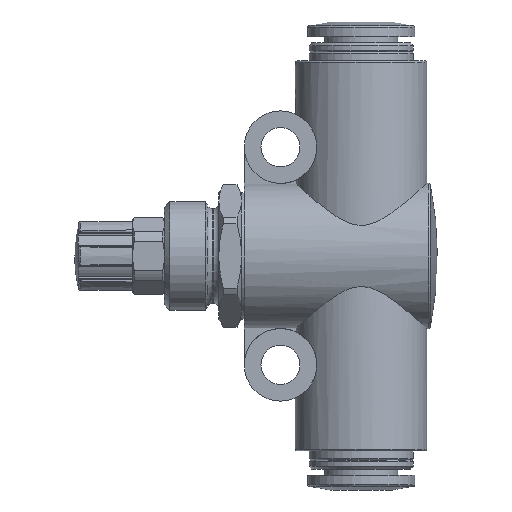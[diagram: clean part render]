
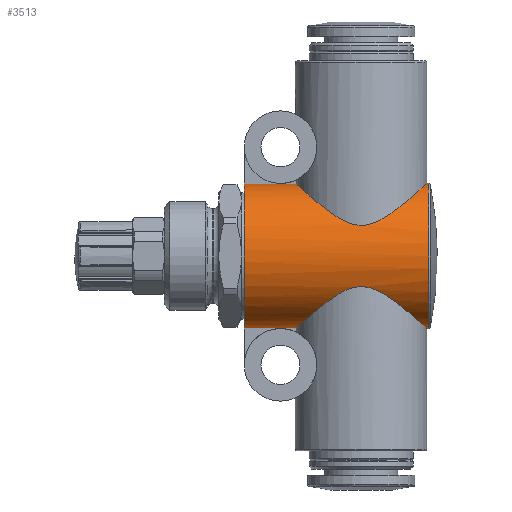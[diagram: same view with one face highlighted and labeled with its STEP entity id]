
A CAD part, left-side view. The second image highlights one B-rep face of the part: STEP entity #3513.
In plain terms, the highlighted cylindrical face has radius 8 mm (diameter 16 mm), a full revolution.
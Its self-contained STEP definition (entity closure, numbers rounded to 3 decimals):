
#124=CIRCLE('',#3683,8.);
#125=CIRCLE('',#3684,8.);
#126=CIRCLE('',#3685,8.);
#293=B_SPLINE_CURVE_WITH_KNOTS('',3,(#4789,#4790,#4791,#4792,#4793,#4794,
#4795,#4796,#4797,#4798,#4799,#4800,#4801,#4802,#4803,#4804,#4805,#4806,
#4807,#4808,#4809,#4810,#4811,#4812,#4813,#4814,#4815),.UNSPECIFIED.,.F.,
 .F.,(4,1,1,1,1,1,1,1,1,1,1,1,1,1,1,1,1,1,1,1,1,1,1,1,4),(0.038,
0.041,0.044,0.046,0.047,
0.049,0.05,0.052,0.053,
0.055,0.056,0.059,0.062,
0.065,0.068,0.07,0.071,
0.073,0.074,0.075,0.077,
0.078,0.08,0.083,0.086),
 .UNSPECIFIED.);
#295=B_SPLINE_CURVE_WITH_KNOTS('',3,(#4844,#4845,#4846,#4847,#4848,#4849,
#4850,#4851,#4852,#4853,#4854,#4855,#4856,#4857,#4858,#4859,#4860,#4861,
#4862,#4863,#4864,#4865,#4866,#4867,#4868,#4869,#4870,#4871),
 .UNSPECIFIED.,.F.,.F.,(4,1,1,1,1,1,1,1,1,1,1,1,1,1,1,1,1,1,1,1,1,1,1,1,
1,4),(0.001,0.004,0.007,0.008,
0.01,0.011,0.013,0.014,
0.016,0.017,0.019,0.02,
0.022,0.025,0.028,0.031,
0.032,0.034,0.035,0.037,
0.038,0.04,0.041,0.043,
0.046,0.049),.UNSPECIFIED.);
#402=ORIENTED_EDGE('',*,*,#1114,.F.);
#403=ORIENTED_EDGE('',*,*,#1115,.T.);
#404=ORIENTED_EDGE('',*,*,#1116,.T.);
#405=ORIENTED_EDGE('',*,*,#1107,.F.);
#406=ORIENTED_EDGE('',*,*,#1117,.F.);
#407=ORIENTED_EDGE('',*,*,#1118,.T.);
#408=ORIENTED_EDGE('',*,*,#1119,.F.);
#409=ORIENTED_EDGE('',*,*,#1112,.F.);
#410=ORIENTED_EDGE('',*,*,#1120,.T.);
#1107=EDGE_CURVE('',#1463,#1460,#293,.T.);
#1112=EDGE_CURVE('',#1468,#1469,#295,.T.);
#1114=EDGE_CURVE('',#1470,#1470,#124,.T.);
#1115=EDGE_CURVE('',#1471,#1472,#125,.T.);
#1116=EDGE_CURVE('',#1472,#1460,#1710,.T.);
#1117=EDGE_CURVE('',#1473,#1463,#1711,.T.);
#1118=EDGE_CURVE('',#1473,#1474,#126,.T.);
#1119=EDGE_CURVE('',#1469,#1474,#1712,.F.);
#1120=EDGE_CURVE('',#1468,#1471,#1713,.F.);
#1460=VERTEX_POINT('',#4765);
#1463=VERTEX_POINT('',#4788);
#1468=VERTEX_POINT('',#4843);
#1469=VERTEX_POINT('',#4872);
#1470=VERTEX_POINT('',#4876);
#1471=VERTEX_POINT('',#4878);
#1472=VERTEX_POINT('',#4879);
#1473=VERTEX_POINT('',#4882);
#1474=VERTEX_POINT('',#4884);
#1710=LINE('',#4880,#1796);
#1711=LINE('',#4881,#1797);
#1712=LINE('',#4885,#1798);
#1713=LINE('',#4886,#1799);
#1796=VECTOR('',#4030,1000.);
#1797=VECTOR('',#4031,1000.);
#1798=VECTOR('',#4034,1000.);
#1799=VECTOR('',#4035,1000.);
#1882=EDGE_LOOP('',(#402));
#1883=EDGE_LOOP('',(#403,#404,#405,#406,#407,#408,#409,#410));
#2100=FACE_BOUND('',#1882,.T.);
#2101=FACE_BOUND('',#1883,.T.);
#2316=CYLINDRICAL_SURFACE('',#3682,8.);
#3513=ADVANCED_FACE('',(#2100,#2101),#2316,.T.);
#3682=AXIS2_PLACEMENT_3D('',#4874,#4024,#4025);
#3683=AXIS2_PLACEMENT_3D('',#4875,#4026,#4027);
#3684=AXIS2_PLACEMENT_3D('',#4877,#4028,#4029);
#3685=AXIS2_PLACEMENT_3D('',#4883,#4032,#4033);
#4024=DIRECTION('',(0.,-1.,0.));
#4025=DIRECTION('',(0.,0.,-1.));
#4026=DIRECTION('',(0.,-1.,0.));
#4027=DIRECTION('',(0.,0.,-1.));
#4028=DIRECTION('',(0.,-1.,0.));
#4029=DIRECTION('',(0.,0.,-1.));
#4030=DIRECTION('',(0.,-1.,0.));
#4031=DIRECTION('',(0.,-1.,0.));
#4032=DIRECTION('',(0.,-1.,0.));
#4033=DIRECTION('',(0.,0.,-1.));
#4034=DIRECTION('',(0.,-1.,0.));
#4035=DIRECTION('',(0.,-1.,0.));
#4765=CARTESIAN_POINT('',(1.,15.581,7.937));
#4788=CARTESIAN_POINT('',(-1.,15.581,7.937));
#4789=CARTESIAN_POINT('',(-1.,15.581,7.937));
#4790=CARTESIAN_POINT('',(-1.985,15.444,7.813));
#4791=CARTESIAN_POINT('',(-3.822,14.762,7.197));
#4792=CARTESIAN_POINT('',(-5.45,13.309,5.938));
#4793=CARTESIAN_POINT('',(-6.388,11.905,4.851));
#4794=CARTESIAN_POINT('',(-6.9,10.746,4.078));
#4795=CARTESIAN_POINT('',(-7.231,9.406,3.43));
#4796=CARTESIAN_POINT('',(-7.282,7.855,3.312));
#4797=CARTESIAN_POINT('',(-7.027,6.454,3.85));
#4798=CARTESIAN_POINT('',(-6.566,5.24,4.605));
#4799=CARTESIAN_POINT('',(-5.928,4.164,5.409));
#4800=CARTESIAN_POINT('',(-4.832,2.878,6.46));
#4801=CARTESIAN_POINT('',(-2.971,1.582,7.606));
#4802=CARTESIAN_POINT('',(-0.008,0.934,8.197));
#4803=CARTESIAN_POINT('',(2.979,1.584,7.605));
#4804=CARTESIAN_POINT('',(4.832,2.879,6.459));
#4805=CARTESIAN_POINT('',(5.931,4.167,5.406));
#4806=CARTESIAN_POINT('',(6.57,5.25,4.598));
#4807=CARTESIAN_POINT('',(7.028,6.458,3.848));
#4808=CARTESIAN_POINT('',(7.284,7.875,3.309));
#4809=CARTESIAN_POINT('',(7.229,9.413,3.435));
#4810=CARTESIAN_POINT('',(6.901,10.746,4.077));
#4811=CARTESIAN_POINT('',(6.38,11.92,4.862));
#4812=CARTESIAN_POINT('',(5.454,13.302,5.933));
#4813=CARTESIAN_POINT('',(3.822,14.764,7.198));
#4814=CARTESIAN_POINT('',(1.983,15.444,7.813));
#4815=CARTESIAN_POINT('',(1.,15.581,7.937));
#4843=CARTESIAN_POINT('',(1.,15.581,-7.937));
#4844=CARTESIAN_POINT('',(1.,15.581,-7.937));
#4845=CARTESIAN_POINT('',(1.975,15.445,-7.814));
#4846=CARTESIAN_POINT('',(3.824,14.764,-7.198));
#4847=CARTESIAN_POINT('',(5.452,13.306,-5.935));
#4848=CARTESIAN_POINT('',(6.385,11.912,-4.856));
#4849=CARTESIAN_POINT('',(6.903,10.74,-4.074));
#4850=CARTESIAN_POINT('',(7.231,9.4,-3.43));
#4851=CARTESIAN_POINT('',(7.283,7.866,-3.312));
#4852=CARTESIAN_POINT('',(7.029,6.459,-3.847));
#4853=CARTESIAN_POINT('',(6.567,5.245,-4.602));
#4854=CARTESIAN_POINT('',(5.934,4.171,-5.402));
#4855=CARTESIAN_POINT('',(5.102,3.197,-6.199));
#4856=CARTESIAN_POINT('',(4.106,2.376,-6.905));
#4857=CARTESIAN_POINT('',(2.492,1.477,-7.701));
#4858=CARTESIAN_POINT('',(0.026,0.934,-8.197));
#4859=CARTESIAN_POINT('',(-2.969,1.578,-7.61));
#4860=CARTESIAN_POINT('',(-4.825,2.872,-6.465));
#4861=CARTESIAN_POINT('',(-5.928,4.163,-5.409));
#4862=CARTESIAN_POINT('',(-6.568,5.245,-4.601));
#4863=CARTESIAN_POINT('',(-7.028,6.456,-3.848));
#4864=CARTESIAN_POINT('',(-7.284,7.872,-3.309));
#4865=CARTESIAN_POINT('',(-7.229,9.411,-3.434));
#4866=CARTESIAN_POINT('',(-6.902,10.744,-4.076));
#4867=CARTESIAN_POINT('',(-6.381,11.918,-4.86));
#4868=CARTESIAN_POINT('',(-5.455,13.3,-5.932));
#4869=CARTESIAN_POINT('',(-3.823,14.764,-7.198));
#4870=CARTESIAN_POINT('',(-1.984,15.444,-7.813));
#4871=CARTESIAN_POINT('',(-1.,15.581,-7.937));
#4872=CARTESIAN_POINT('',(-1.,15.581,-7.937));
#4874=CARTESIAN_POINT('',(0.,0.,0.));
#4875=CARTESIAN_POINT('',(0.,0.931,0.));
#4876=CARTESIAN_POINT('',(0.,0.931,-8.));
#4877=CARTESIAN_POINT('',(0.,21.3,0.));
#4878=CARTESIAN_POINT('',(1.,21.3,-7.937));
#4879=CARTESIAN_POINT('',(1.,21.3,7.937));
#4880=CARTESIAN_POINT('',(1.,0.,7.937));
#4881=CARTESIAN_POINT('',(-1.,0.,7.937));
#4882=CARTESIAN_POINT('',(-1.,21.3,7.937));
#4883=CARTESIAN_POINT('',(0.,21.3,0.));
#4884=CARTESIAN_POINT('',(-1.,21.3,-7.937));
#4885=CARTESIAN_POINT('',(-1.,0.,-7.937));
#4886=CARTESIAN_POINT('',(1.,0.,-7.937));
